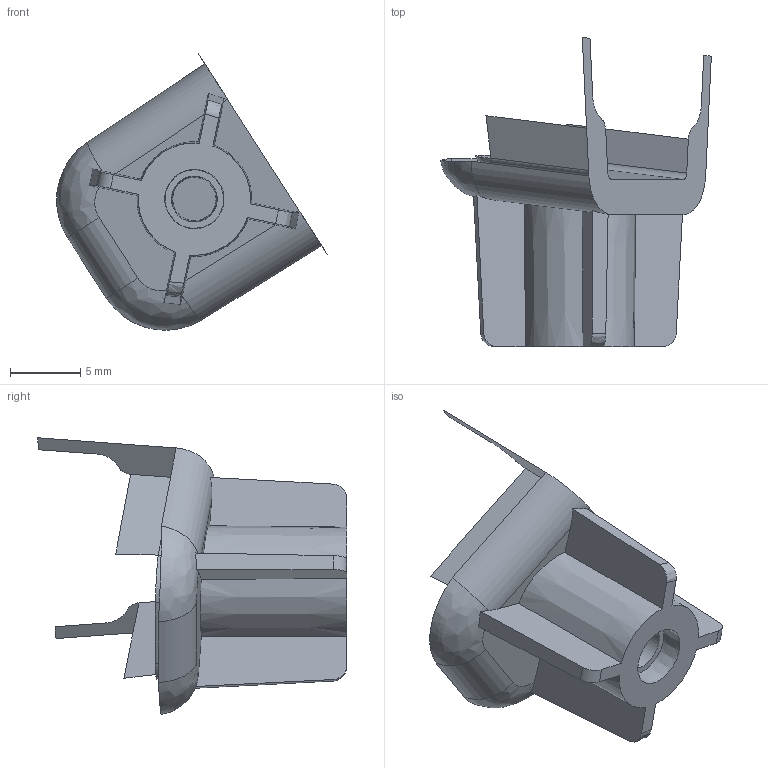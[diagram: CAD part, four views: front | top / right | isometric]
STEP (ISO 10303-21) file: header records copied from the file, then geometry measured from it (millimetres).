
FILE_DESCRIPTION(('Open CASCADE Model'),'2;1');
FILE_NAME('Open CASCADE Shape Model','2025-10-21T21:37:35',('Author'),( 'Open CASCADE'),'Open CASCADE STEP processor 7.7','Open CASCADE 7.7' ,'Unknown');
FILE_SCHEMA(('AUTOMOTIVE_DESIGN { 1 0 10303 214 1 1 1 1 }'));
Length unit declared in the file: millimetre
Products named in the file (45): Open CASCADE STEP translator 7.7 49; Open CASCADE STEP translator 7.7 49.1; Open CASCADE STEP translator 7.7 49.2; Open CASCADE STEP translator 7.7 49.3; Open CASCADE STEP translator 7.7 49.4; Open CASCADE STEP translator 7.7 49.5; Open CASCADE STEP translator 7.7 49.6; Open CASCADE STEP translator 7.7 49.7; Open CASCADE STEP translator 7.7 49.8; Open CASCADE STEP translator 7.7 49.9; Open CASCADE STEP translator 7.7 49.10; Open CASCADE STEP translator 7.7 49.11; Open CASCADE STEP translator 7.7 49.12; Open CASCADE STEP translator 7.7 49.13; Open CASCADE STEP translator 7.7 49.14; Open CASCADE STEP translator 7.7 49.15; Open CASCADE STEP translator 7.7 49.16; Open CASCADE STEP translator 7.7 49.17; Open CASCADE STEP translator 7.7 49.18; Open CASCADE STEP translator 7.7 49.19; Open CASCADE STEP translator 7.7 49.20; Open CASCADE STEP translator 7.7 49.21; Open CASCADE STEP translator 7.7 49.22; Open CASCADE STEP translator 7.7 49.23; Open CASCADE STEP translator 7.7 49.24; Open CASCADE STEP translator 7.7 49.25; Open CASCADE STEP translator 7.7 49.26; Open CASCADE STEP translator 7.7 49.27; Open CASCADE STEP translator 7.7 49.28; Open CASCADE STEP translator 7.7 49.29; Open CASCADE STEP translator 7.7 49.30; Open CASCADE STEP translator 7.7 49.31; Open CASCADE STEP translator 7.7 49.32; Open CASCADE STEP translator 7.7 49.33; Open CASCADE STEP translator 7.7 49.34; Open CASCADE STEP translator 7.7 49.35; Open CASCADE STEP translator 7.7 49.36; Open CASCADE STEP translator 7.7 49.37; Open CASCADE STEP translator 7.7 49.38; Open CASCADE STEP translator 7.7 49.39 ...
Assembly tree (44 placements, depth 2):
  Open CASCADE STEP translator 7.7 49
    Open CASCADE STEP translator 7.7 49.1
    Open CASCADE STEP translator 7.7 49.2
    Open CASCADE STEP translator 7.7 49.3
    Open CASCADE STEP translator 7.7 49.4
    Open CASCADE STEP translator 7.7 49.5
    Open CASCADE STEP translator 7.7 49.6
    Open CASCADE STEP translator 7.7 49.7
    Open CASCADE STEP translator 7.7 49.8
    Open CASCADE STEP translator 7.7 49.9
    Open CASCADE STEP translator 7.7 49.10
    Open CASCADE STEP translator 7.7 49.11
    Open CASCADE STEP translator 7.7 49.12
    Open CASCADE STEP translator 7.7 49.13
    Open CASCADE STEP translator 7.7 49.14
    Open CASCADE STEP translator 7.7 49.15
    Open CASCADE STEP translator 7.7 49.16
    Open CASCADE STEP translator 7.7 49.17
    Open CASCADE STEP translator 7.7 49.18
    Open CASCADE STEP translator 7.7 49.19
    Open CASCADE STEP translator 7.7 49.20
    Open CASCADE STEP translator 7.7 49.21
    Open CASCADE STEP translator 7.7 49.22
    Open CASCADE STEP translator 7.7 49.23
    Open CASCADE STEP translator 7.7 49.24
    Open CASCADE STEP translator 7.7 49.25
    Open CASCADE STEP translator 7.7 49.26
    Open CASCADE STEP translator 7.7 49.27
    Open CASCADE STEP translator 7.7 49.28
    Open CASCADE STEP translator 7.7 49.29
    Open CASCADE STEP translator 7.7 49.30
    Open CASCADE STEP translator 7.7 49.31
    Open CASCADE STEP translator 7.7 49.32
    Open CASCADE STEP translator 7.7 49.33
    Open CASCADE STEP translator 7.7 49.34
    Open CASCADE STEP translator 7.7 49.35
    Open CASCADE STEP translator 7.7 49.36
    Open CASCADE STEP translator 7.7 49.37
    Open CASCADE STEP translator 7.7 49.38
    Open CASCADE STEP translator 7.7 49.39
    Open CASCADE STEP translator 7.7 49.40
    Open CASCADE STEP translator 7.7 49.41
    Open CASCADE STEP translator 7.7 49.42
    Open CASCADE STEP translator 7.7 49.43
    Open CASCADE STEP translator 7.7 49.44
Bounding box: 19.27 x 22 x 19.68 mm (x, y, z)
Surface area: 1156 mm2 (no closed solid volume)
Topology: 0 solids, 44 shells, 44 faces, 235 edges, 232 vertices
Faces by surface type: plane 20, bspline 12, cylinder 7, cone 5
Entity records: 5792 total; most frequent: CARTESIAN_POINT 2193, DIRECTION 491, ORIENTED_EDGE 238, PCURVE 238, DEFINITIONAL_REPRESENTATION 238, EDGE_CURVE 235, VERTEX_POINT 232, SURFACE_CURVE 232
